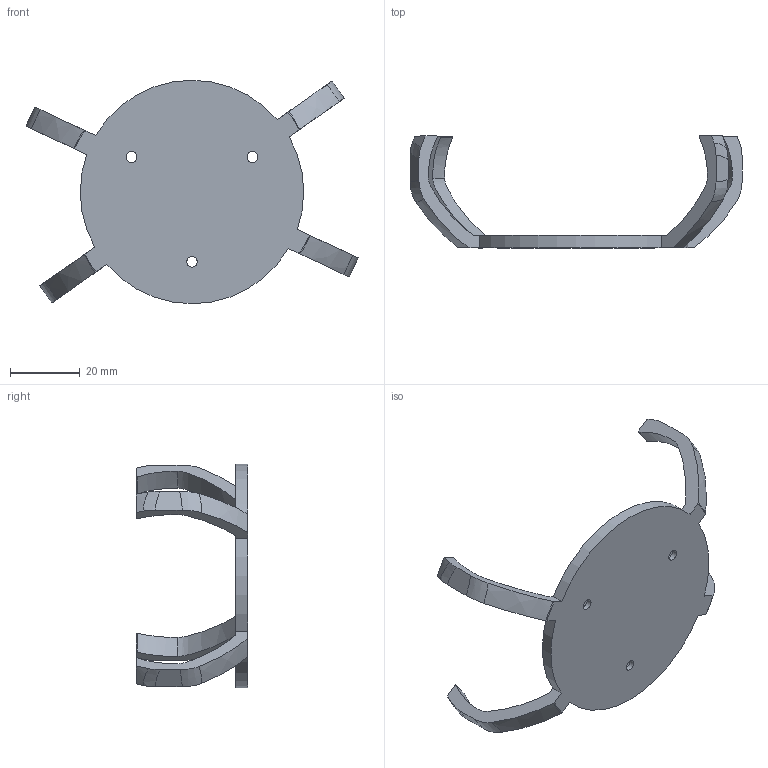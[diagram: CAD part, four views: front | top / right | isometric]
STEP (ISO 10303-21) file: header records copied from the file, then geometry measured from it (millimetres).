
FILE_DESCRIPTION(/* description */ (''),/* implementation_level */ '2;1');
FILE_NAME(/* name */ 'GoogleBracket.step',/* time_stamp */ '2018-10-25T12:40:20-05:00',/* author */ (''),/* organization */ (''),/* preprocessor_version */ 'ST-DEVELOPER v17.2',/* originating_system */ 'Autodesk Translation Framework v7.6.0.251',/* authorisation */ '');
FILE_SCHEMA (('AUTOMOTIVE_DESIGN { 1 0 10303 214 3 1 1 }'));
Length unit declared in the file: millimetre
Products named in the file (1): GoogleBracket 2
Bounding box: 95.08 x 32 x 64 mm (x, y, z)
Volume: 14532.1 mm3; surface area: 10304.6 mm2
Topology: 1 solids, 1 shells, 63 faces, 178 edges, 120 vertices
Faces by surface type: bspline 28, plane 21, cylinder 10, cone 4
Full cylindrical faces by diameter (mm): 3.01 x1, 3.1 x2, 5.5 x3
Entity records: 3969 total; most frequent: CARTESIAN_POINT 2526, ORIENTED_EDGE 356, DIRECTION 198, EDGE_CURVE 178, VERTEX_POINT 120, B_SPLINE_CURVE_WITH_KNOTS 88, EDGE_LOOP 72, AXIS2_PLACEMENT_3D 72
